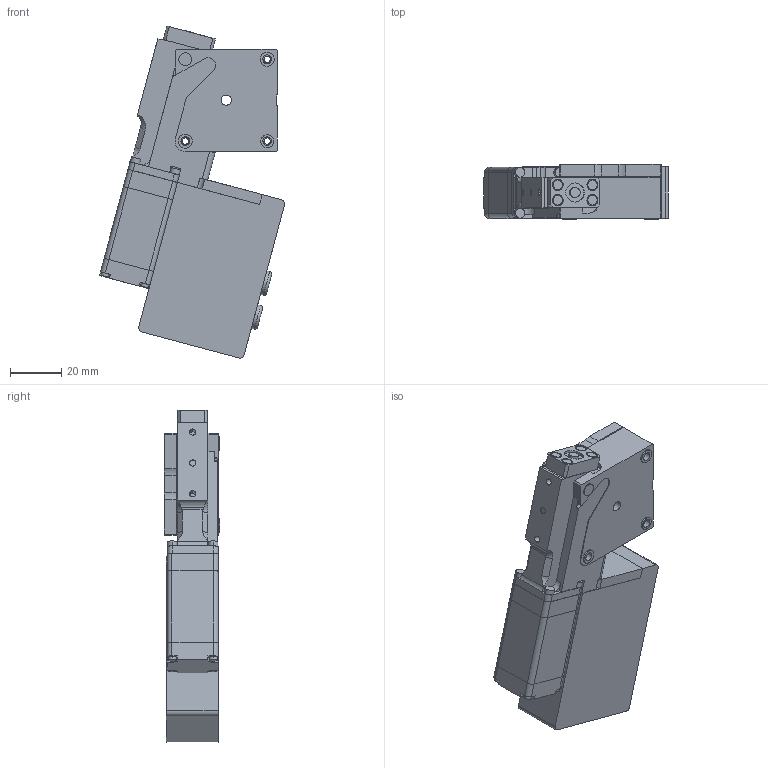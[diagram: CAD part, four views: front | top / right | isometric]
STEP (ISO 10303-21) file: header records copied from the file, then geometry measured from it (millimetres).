
FILE_DESCRIPTION (( 'STEP AP203' ), '1' );
FILE_NAME ('X-RSM40B-SVx.step', '2023-05-17T23:20:24', ( '' ), ( '' ), 'SwSTEP 2.0', 'SolidWorks 2019', '' );
FILE_SCHEMA (( 'CONFIG_CONTROL_DESIGN' ));
Length unit declared in the file: millimetre
Products named in the file (4): RSM40_top^RSM40_RSM40-SV; NMS08_motor^RSM40_X-RSM40-SV; X-RSM40B-SVx; RSM40_base^RSM40_X-RSM40-SV
Assembly tree (3 placements, depth 2):
  X-RSM40B-SVx
    RSM40_base^RSM40_X-RSM40-SV
    NMS08_motor^RSM40_X-RSM40-SV
    RSM40_top^RSM40_RSM40-SV
Bounding box: 72.29 x 21.5 x 129.75 mm (x, y, z)
Volume: 117244.7 mm3; surface area: 33349.2 mm2
Topology: 20 solids, 20 shells, 398 faces, 961 edges, 636 vertices
Faces by surface type: cylinder 198, plane 190, cone 6, torus 4
Entity records: 12305 total; most frequent: CARTESIAN_POINT 2154, DIRECTION 2152, ORIENTED_EDGE 1922, EDGE_CURVE 961, AXIS2_PLACEMENT_3D 810, VERTEX_POINT 636, LINE 532, VECTOR 532
